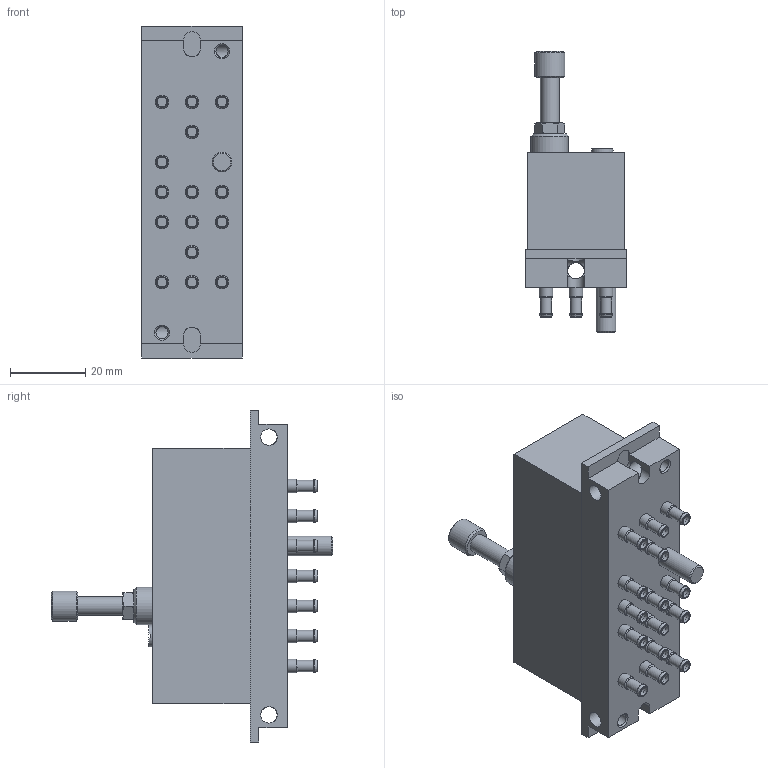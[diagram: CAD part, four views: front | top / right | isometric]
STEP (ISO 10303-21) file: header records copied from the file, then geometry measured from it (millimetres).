
FILE_DESCRIPTION(/* description */ ('STEP AP214'),/* implementation_level */ '2;1');
FILE_NAME(/* name */ '5755_VZ-3-PK-3',/* time_stamp */ '2024-09-11T14:27:04+02:00',/* author */ ('License CC BY-ND 4.0'),/* organization */ ('CADENAS'),/* preprocessor_version */ 'ST-DEVELOPER v19.3',/* originating_system */ 'PARTsolutions',/* authorisation */ ' ');
FILE_SCHEMA (('AUTOMOTIVE_DESIGN {1 0 10303 214 3 1 1}'));
Length unit declared in the file: millimetre
Products named in the file (1): 5755 VZ-3-PK-3
Bounding box: 26.8 x 75 x 88.5 mm (x, y, z)
Volume: 67777.6 mm3; surface area: 16499.9 mm2
Topology: 1 solids, 1 shells, 226 faces, 457 edges, 280 vertices
Faces by surface type: plane 89, cylinder 62, cone 45, torus 30
Full cylindrical faces by diameter (mm): 2.5 x15, 3 x15, 3.242 x2, 3.6 x15, 4.4 x3, 5 x1, 5.3 x1, 5.8 x2, 8 x1, 10 x1
Entity records: 6897 total; most frequent: CARTESIAN_POINT 977, DIRECTION 950, ORIENTED_EDGE 646, AXIS2_PLACEMENT_3D 430, EDGE_LOOP 412, FACE_BOUND 412, EDGE_CURVE 323, VERTEX_POINT 271
